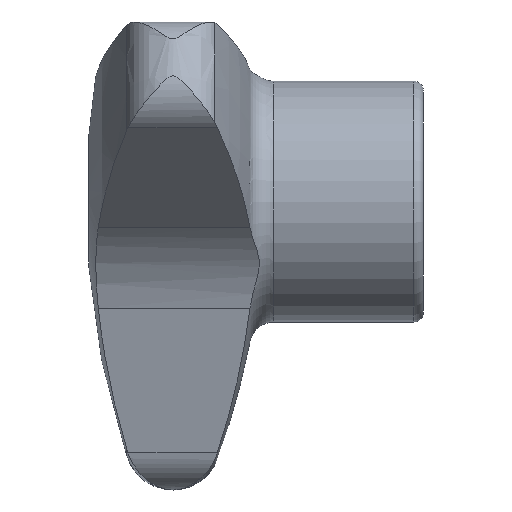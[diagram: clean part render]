
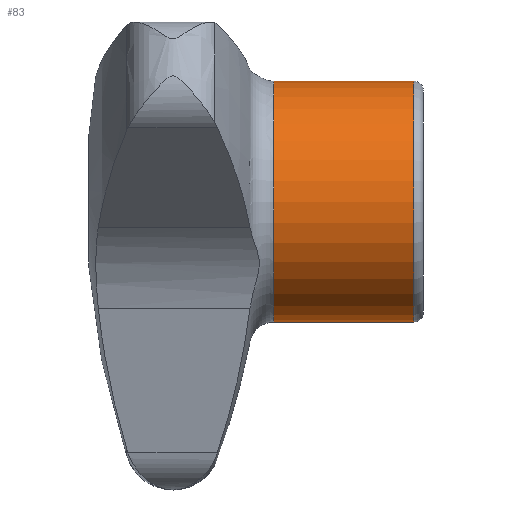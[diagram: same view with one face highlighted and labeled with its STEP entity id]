
A CAD part, left-side view. The second image highlights one B-rep face of the part: STEP entity #83.
In plain terms, the highlighted cylindrical face has radius 12.5 mm (diameter 25 mm), a full revolution.
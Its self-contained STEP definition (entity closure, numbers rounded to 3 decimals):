
#83 = ADVANCED_FACE( '', ( #125, #126 ), #127, .T. );
#125 = FACE_OUTER_BOUND( '', #220, .T. );
#126 = FACE_OUTER_BOUND( '', #221, .T. );
#127 = CYLINDRICAL_SURFACE( '', #222, 12.5 );
#220 = EDGE_LOOP( '', ( #374 ) );
#221 = EDGE_LOOP( '', ( #375 ) );
#222 = AXIS2_PLACEMENT_3D( '', #376, #377, #378 );
#374 = ORIENTED_EDGE( '', *, *, #576, .F. );
#375 = ORIENTED_EDGE( '', *, *, #577, .T. );
#376 = CARTESIAN_POINT( '', ( 0., 0., 0. ) );
#377 = DIRECTION( '', ( 0., 1., 0. ) );
#378 = DIRECTION( '', ( 0., 0., -1. ) );
#576 = EDGE_CURVE( '', #673, #673, #674, .T. );
#577 = EDGE_CURVE( '', #675, #675, #676, .T. );
#673 = VERTEX_POINT( '', #948 );
#674 = CIRCLE( '', #949, 12.5 );
#675 = VERTEX_POINT( '', #950 );
#676 = CIRCLE( '', #951, 12.5 );
#948 = CARTESIAN_POINT( '', ( 0., 1., -12.5 ) );
#949 = AXIS2_PLACEMENT_3D( '', #1293, #1294, #1295 );
#950 = CARTESIAN_POINT( '', ( 0., 15.537, -12.5 ) );
#951 = AXIS2_PLACEMENT_3D( '', #1296, #1297, #1298 );
#1293 = CARTESIAN_POINT( '', ( 0., 1., 0. ) );
#1294 = DIRECTION( '', ( 0., -1., 0. ) );
#1295 = DIRECTION( '', ( 0., 0., -1. ) );
#1296 = CARTESIAN_POINT( '', ( 0., 15.537, 0. ) );
#1297 = DIRECTION( '', ( 0., -1., 0. ) );
#1298 = DIRECTION( '', ( 0., 0., -1. ) );
